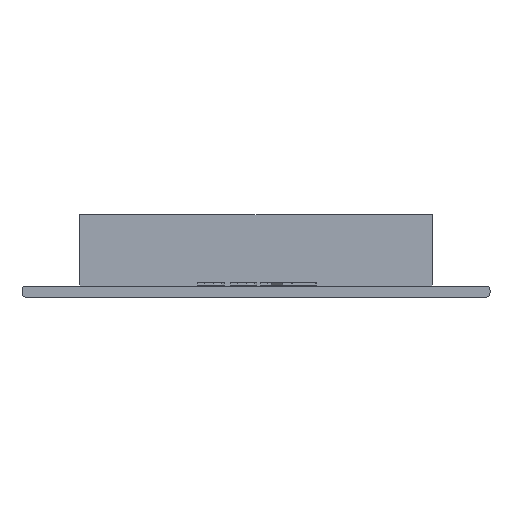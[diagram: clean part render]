
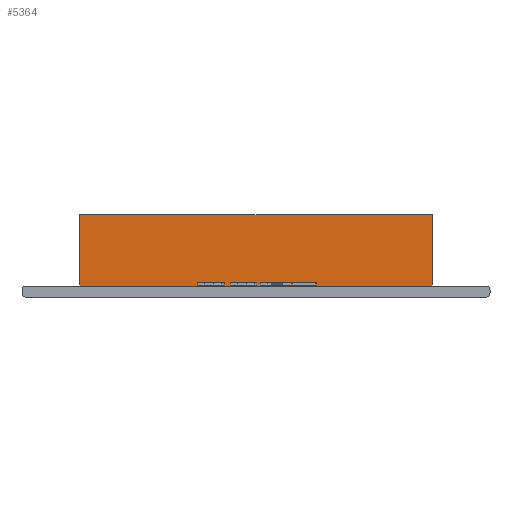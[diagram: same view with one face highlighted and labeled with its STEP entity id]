
A CAD part, front view. The second image highlights one B-rep face of the part: STEP entity #5364.
In plain terms, the highlighted planar face has unit normal (0, -1, 0).
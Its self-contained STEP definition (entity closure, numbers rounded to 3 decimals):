
#5364 = ADVANCED_FACE('',(#5365),#5379,.F.);
#5365 = FACE_BOUND('',#5366,.F.);
#5366 = EDGE_LOOP('',(#5367,#5402,#5430,#5458));
#5367 = ORIENTED_EDGE('',*,*,#5368,.F.);
#5368 = EDGE_CURVE('',#5369,#5371,#5373,.T.);
#5369 = VERTEX_POINT('',#5370);
#5370 = CARTESIAN_POINT('',(61.35,51.,13.7));
#5371 = VERTEX_POINT('',#5372);
#5372 = CARTESIAN_POINT('',(2.65,51.,13.7));
#5373 = SURFACE_CURVE('',#5374,(#5378,#5390),.PCURVE_S1.);
#5374 = LINE('',#5375,#5376);
#5375 = CARTESIAN_POINT('',(61.35,51.,13.7));
#5376 = VECTOR('',#5377,1.);
#5377 = DIRECTION('',(-1.,0.,0.));
#5378 = PCURVE('',#5379,#5384);
#5379 = PLANE('',#5380);
#5380 = AXIS2_PLACEMENT_3D('',#5381,#5382,#5383);
#5381 = CARTESIAN_POINT('',(4.5,51.,1.85));
#5382 = DIRECTION('',(0.,1.,0.));
#5383 = DIRECTION('',(0.,0.,1.));
#5384 = DEFINITIONAL_REPRESENTATION('',(#5385),#5389);
#5385 = LINE('',#5386,#5387);
#5386 = CARTESIAN_POINT('',(11.85,56.85));
#5387 = VECTOR('',#5388,1.);
#5388 = DIRECTION('',(0.,-1.));
#5389 = ( GEOMETRIC_REPRESENTATION_CONTEXT(2) 
PARAMETRIC_REPRESENTATION_CONTEXT() REPRESENTATION_CONTEXT('2D SPACE',''
  ) );
#5390 = PCURVE('',#5391,#5396);
#5391 = PLANE('',#5392);
#5392 = AXIS2_PLACEMENT_3D('',#5393,#5394,#5395);
#5393 = CARTESIAN_POINT('',(2.65,51.,13.7));
#5394 = DIRECTION('',(0.,0.,1.));
#5395 = DIRECTION('',(1.,0.,0.));
#5396 = DEFINITIONAL_REPRESENTATION('',(#5397),#5401);
#5397 = LINE('',#5398,#5399);
#5398 = CARTESIAN_POINT('',(58.7,0.));
#5399 = VECTOR('',#5400,1.);
#5400 = DIRECTION('',(-1.,0.));
#5401 = ( GEOMETRIC_REPRESENTATION_CONTEXT(2) 
PARAMETRIC_REPRESENTATION_CONTEXT() REPRESENTATION_CONTEXT('2D SPACE',''
  ) );
#5402 = ORIENTED_EDGE('',*,*,#5403,.F.);
#5403 = EDGE_CURVE('',#5404,#5369,#5406,.T.);
#5404 = VERTEX_POINT('',#5405);
#5405 = CARTESIAN_POINT('',(61.35,51.,1.85));
#5406 = SURFACE_CURVE('',#5407,(#5411,#5418),.PCURVE_S1.);
#5407 = LINE('',#5408,#5409);
#5408 = CARTESIAN_POINT('',(61.35,51.,1.85));
#5409 = VECTOR('',#5410,1.);
#5410 = DIRECTION('',(0.,0.,1.));
#5411 = PCURVE('',#5379,#5412);
#5412 = DEFINITIONAL_REPRESENTATION('',(#5413),#5417);
#5413 = LINE('',#5414,#5415);
#5414 = CARTESIAN_POINT('',(0.,56.85));
#5415 = VECTOR('',#5416,1.);
#5416 = DIRECTION('',(1.,0.));
#5417 = ( GEOMETRIC_REPRESENTATION_CONTEXT(2) 
PARAMETRIC_REPRESENTATION_CONTEXT() REPRESENTATION_CONTEXT('2D SPACE',''
  ) );
#5418 = PCURVE('',#5419,#5424);
#5419 = PLANE('',#5420);
#5420 = AXIS2_PLACEMENT_3D('',#5421,#5422,#5423);
#5421 = CARTESIAN_POINT('',(61.35,51.,11.85));
#5422 = DIRECTION('',(1.,0.,0.));
#5423 = DIRECTION('',(0.,0.,1.));
#5424 = DEFINITIONAL_REPRESENTATION('',(#5425),#5429);
#5425 = LINE('',#5426,#5427);
#5426 = CARTESIAN_POINT('',(-10.,0.));
#5427 = VECTOR('',#5428,1.);
#5428 = DIRECTION('',(1.,0.));
#5429 = ( GEOMETRIC_REPRESENTATION_CONTEXT(2) 
PARAMETRIC_REPRESENTATION_CONTEXT() REPRESENTATION_CONTEXT('2D SPACE',''
  ) );
#5430 = ORIENTED_EDGE('',*,*,#5431,.F.);
#5431 = EDGE_CURVE('',#5432,#5404,#5434,.T.);
#5432 = VERTEX_POINT('',#5433);
#5433 = CARTESIAN_POINT('',(2.65,51.,1.85));
#5434 = SURFACE_CURVE('',#5435,(#5439,#5446),.PCURVE_S1.);
#5435 = LINE('',#5436,#5437);
#5436 = CARTESIAN_POINT('',(2.65,51.,1.85));
#5437 = VECTOR('',#5438,1.);
#5438 = DIRECTION('',(1.,0.,0.));
#5439 = PCURVE('',#5379,#5440);
#5440 = DEFINITIONAL_REPRESENTATION('',(#5441),#5445);
#5441 = LINE('',#5442,#5443);
#5442 = CARTESIAN_POINT('',(0.,-1.85));
#5443 = VECTOR('',#5444,1.);
#5444 = DIRECTION('',(0.,1.));
#5445 = ( GEOMETRIC_REPRESENTATION_CONTEXT(2) 
PARAMETRIC_REPRESENTATION_CONTEXT() REPRESENTATION_CONTEXT('2D SPACE',''
  ) );
#5446 = PCURVE('',#5447,#5452);
#5447 = PLANE('',#5448);
#5448 = AXIS2_PLACEMENT_3D('',#5449,#5450,#5451);
#5449 = CARTESIAN_POINT('',(0.,0.,1.85));
#5450 = DIRECTION('',(0.,0.,1.));
#5451 = DIRECTION('',(1.,0.,0.));
#5452 = DEFINITIONAL_REPRESENTATION('',(#5453),#5457);
#5453 = LINE('',#5454,#5455);
#5454 = CARTESIAN_POINT('',(2.65,51.));
#5455 = VECTOR('',#5456,1.);
#5456 = DIRECTION('',(1.,0.));
#5457 = ( GEOMETRIC_REPRESENTATION_CONTEXT(2) 
PARAMETRIC_REPRESENTATION_CONTEXT() REPRESENTATION_CONTEXT('2D SPACE',''
  ) );
#5458 = ORIENTED_EDGE('',*,*,#5459,.T.);
#5459 = EDGE_CURVE('',#5432,#5371,#5460,.T.);
#5460 = SURFACE_CURVE('',#5461,(#5465,#5472),.PCURVE_S1.);
#5461 = LINE('',#5462,#5463);
#5462 = CARTESIAN_POINT('',(2.65,51.,1.85));
#5463 = VECTOR('',#5464,1.);
#5464 = DIRECTION('',(0.,0.,1.));
#5465 = PCURVE('',#5379,#5466);
#5466 = DEFINITIONAL_REPRESENTATION('',(#5467),#5471);
#5467 = LINE('',#5468,#5469);
#5468 = CARTESIAN_POINT('',(0.,-1.85));
#5469 = VECTOR('',#5470,1.);
#5470 = DIRECTION('',(1.,0.));
#5471 = ( GEOMETRIC_REPRESENTATION_CONTEXT(2) 
PARAMETRIC_REPRESENTATION_CONTEXT() REPRESENTATION_CONTEXT('2D SPACE',''
  ) );
#5472 = PCURVE('',#5473,#5478);
#5473 = PLANE('',#5474);
#5474 = AXIS2_PLACEMENT_3D('',#5475,#5476,#5477);
#5475 = CARTESIAN_POINT('',(2.65,51.,11.85));
#5476 = DIRECTION('',(1.,0.,0.));
#5477 = DIRECTION('',(0.,0.,1.));
#5478 = DEFINITIONAL_REPRESENTATION('',(#5479),#5483);
#5479 = LINE('',#5480,#5481);
#5480 = CARTESIAN_POINT('',(-10.,0.));
#5481 = VECTOR('',#5482,1.);
#5482 = DIRECTION('',(1.,0.));
#5483 = ( GEOMETRIC_REPRESENTATION_CONTEXT(2) 
PARAMETRIC_REPRESENTATION_CONTEXT() REPRESENTATION_CONTEXT('2D SPACE',''
  ) );
